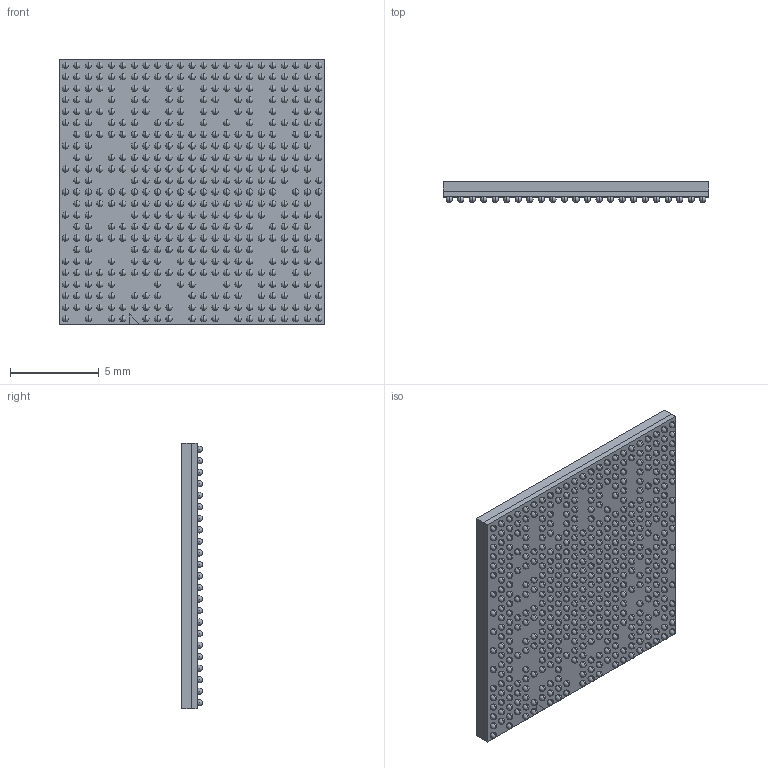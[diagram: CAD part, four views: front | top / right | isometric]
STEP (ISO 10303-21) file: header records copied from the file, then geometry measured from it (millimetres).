
FILE_DESCRIPTION (( 'STEP AP214' ), '1' );
FILE_NAME ('Allwinner H6 V200.STEP', '2022-07-01T16:19:02', ( '' ), ( '' ), 'SwSTEP 2.0', 'SolidWorks 2017', '' );
FILE_SCHEMA (( 'AUTOMOTIVE_DESIGN' ));
Length unit declared in the file: millimetre
Products named in the file (1): Allwinner H6 V200
Bounding box: 15 x 1.18 x 15 mm (x, y, z)
Volume: 207.6 mm3; surface area: 1124.1 mm2
Topology: 455 solids, 455 shells, 1381 faces, 4113 edges, 2742 vertices
Faces by surface type: sphere 902, plane 475, cylinder 4
Entity records: 34592 total; most frequent: DIRECTION 6434, CARTESIAN_POINT 4629, ORIENTED_EDGE 3716, AXIS2_PLACEMENT_3D 3194, EDGE_CURVE 1858, CIRCLE 1812, VERTEX_POINT 1389, EDGE_LOOP 1383
